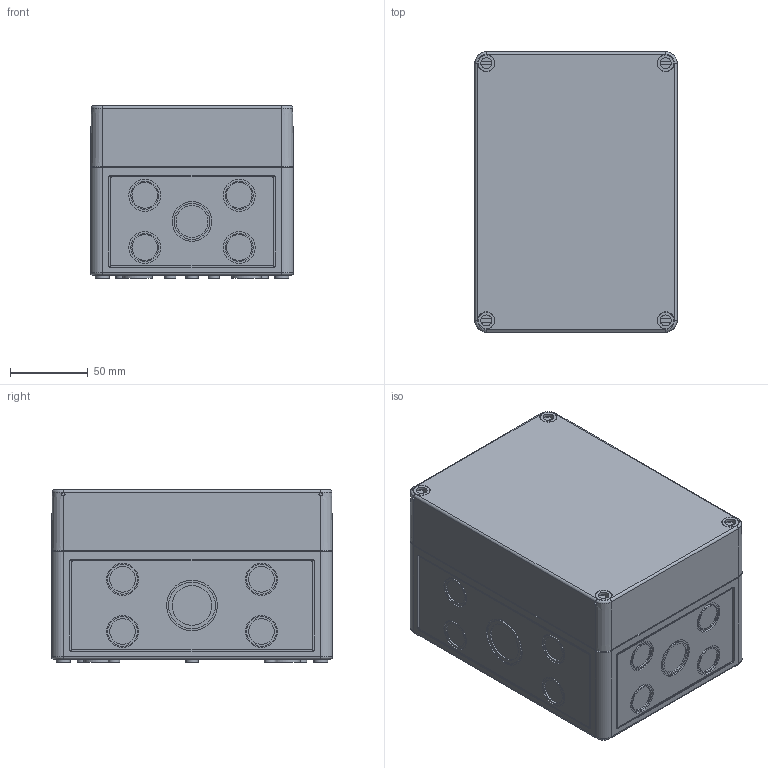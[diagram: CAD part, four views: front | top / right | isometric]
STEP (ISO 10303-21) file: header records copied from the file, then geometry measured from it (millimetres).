
FILE_DESCRIPTION( ( 'STEP AP214' ), ' ' );
FILE_NAME( '10651601.stp', '2016-03-28T15:52:11', ( '' ), ( '' ), ' ', 'PARTsolutions', ' ' );
FILE_SCHEMA( ( 'AUTOMOTIVE_DESIGN { 1 0 10303 214 1 1 1 1 }' ) );
Length unit declared in the file: millimetre
Products named in the file (4): 10651601; _Kasten_TK1813-m; _Deckel_TK1813-11-t; _Schraube_TK58mm-schwarz
Assembly tree (6 placements, depth 2):
  10651601
    _Kasten_TK1813-m
    _Deckel_TK1813-11-t
    _Schraube_TK58mm-schwarz  x4
Bounding box: 130 x 180 x 110.7 mm (x, y, z)
Volume: 408803.2 mm3; surface area: 260543.5 mm2
Topology: 6 solids, 6 shells, 979 faces, 2271 edges, 1492 vertices
Faces by surface type: plane 626, cylinder 297, cone 44, torus 12
Full cylindrical faces by diameter (mm): 2.2 x4, 3.4 x12, 5 x4, 5.8 x8, 7 x4, 7.3 x8, 7.85 x4, 8.376 x4, 9 x4, 10.2 x4, 10.5 x4, 12.5 x7, 13.96 x7, 14 x4, 16.5 x19, 17 x4, 17.96 x8, 19 x4, 19.11 x4, 20.5 x15, 22.96 x3, 25.5 x4, 29.96 x1, 32.5 x1
Entity records: 26728 total; most frequent: DIRECTION 3712, CARTESIAN_POINT 3645, ORIENTED_EDGE 3100, EDGE_CURVE 1550, AXIS2_PLACEMENT_3D 1420, VERTEX_POINT 1113, EDGE_LOOP 1086, FACE_OUTER_BOUND 881
